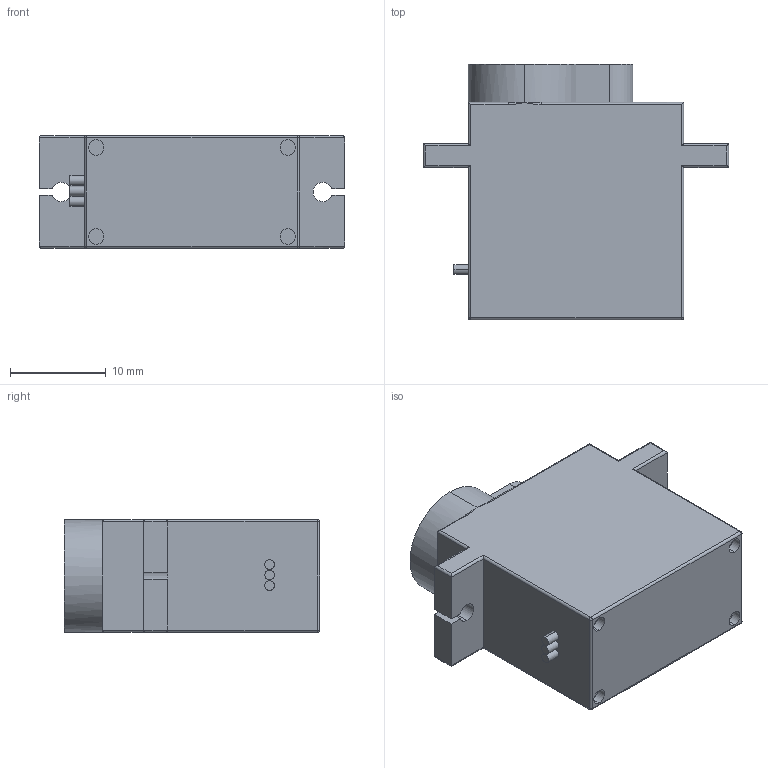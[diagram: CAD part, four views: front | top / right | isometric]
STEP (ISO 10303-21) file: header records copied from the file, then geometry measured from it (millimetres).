
FILE_DESCRIPTION (( 'STEP AP214' ), '1' );
FILE_NAME ('body.STEP', '2022-05-25T19:16:56', ( '' ), ( '' ), 'SwSTEP 2.0', 'SolidWorks 2021', '' );
FILE_SCHEMA (( 'AUTOMOTIVE_DESIGN' ));
Length unit declared in the file: millimetre
Products named in the file (1): body
Bounding box: 31.9 x 26.7 x 11.8 mm (x, y, z)
Volume: 6748.3 mm3; surface area: 2632.6 mm2
Topology: 1 solids, 1 shells, 95 faces, 222 edges, 129 vertices
Faces by surface type: cylinder 54, plane 33, bspline 4, sphere 4
Entity records: 2735 total; most frequent: CARTESIAN_POINT 611, DIRECTION 447, ORIENTED_EDGE 428, EDGE_CURVE 214, AXIS2_PLACEMENT_3D 165, VERTEX_POINT 129, LINE 117, VECTOR 117
